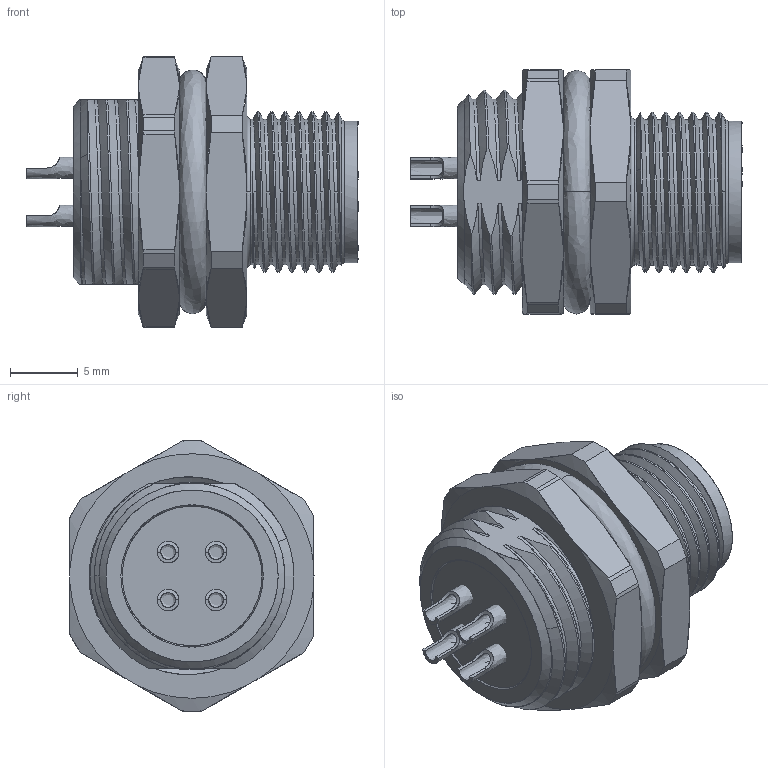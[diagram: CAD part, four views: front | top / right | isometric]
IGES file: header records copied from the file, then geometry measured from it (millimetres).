
Start section: C
Global section: file name: 643050100604.iges; native system: By Siemens PLM Incorporated; preprocessor: XPlus GENERIC/IGES 23.0.61; author: Author; organization: Title; date: 20210402.142128; units: millimetre
Bounding box: 24.5 x 18.01 x 19.97 mm (x, y, z)
Surface area: 5189.9 mm2 (no closed solid volume)
Topology: 0 solids, 0 shells, 488 faces, 4125 edges, 4121 vertices
Faces by surface type: bspline 488
